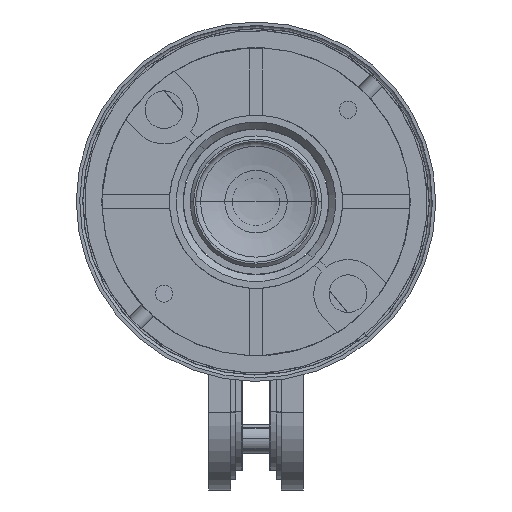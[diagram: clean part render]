
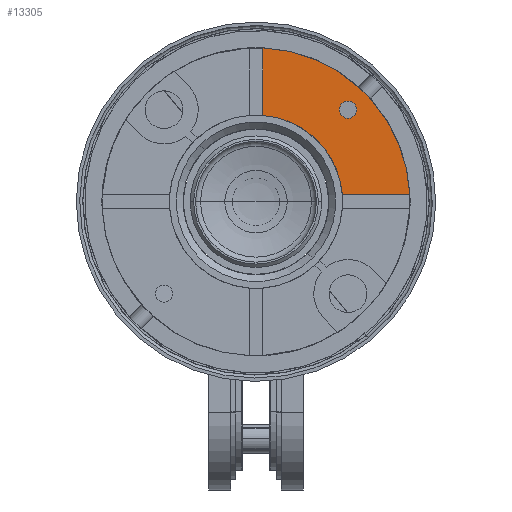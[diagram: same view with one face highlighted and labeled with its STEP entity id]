
A CAD part, front view. The second image highlights one B-rep face of the part: STEP entity #13305.
In plain terms, the highlighted planar face has unit normal (0, -1, 0).
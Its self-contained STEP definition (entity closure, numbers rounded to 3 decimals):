
#1035 = VERTEX_POINT ( 'NONE', #12581 ) ;
#1741 = LINE ( 'NONE', #5472, #13478 ) ;
#3355 = AXIS2_PLACEMENT_3D ( 'NONE', #21313, #21066, #4872 ) ;
#3422 = LINE ( 'NONE', #8543, #10812 ) ;
#3709 = DIRECTION ( 'NONE',  ( -0.707, 0., 0.707 ) ) ;
#4872 = DIRECTION ( 'NONE',  ( 0., 0., 1. ) ) ;
#4957 = ORIENTED_EDGE ( 'NONE', *, *, #9135, .F. ) ;
#5472 = CARTESIAN_POINT ( 'NONE',  ( 33.203, 4., -30.374 ) ) ;
#5601 = AXIS2_PLACEMENT_3D ( 'NONE', #8434, #10181, #14006 ) ;
#5692 = AXIS2_PLACEMENT_3D ( 'NONE', #10310, #8564, #16963 ) ;
#7829 = VERTEX_POINT ( 'NONE', #18196 ) ;
#8396 = CARTESIAN_POINT ( 'NONE',  ( 19.248, 4., -16.42 ) ) ;
#8434 = CARTESIAN_POINT ( 'NONE',  ( 0., 4., 0. ) ) ;
#8543 = CARTESIAN_POINT ( 'NONE',  ( 33.203, 4., 30.374 ) ) ;
#8564 = DIRECTION ( 'NONE',  ( 0., 1., 0. ) ) ;
#9135 = EDGE_CURVE ( 'NONE', #7829, #12859, #1741, .T. ) ;
#9593 = EDGE_CURVE ( 'NONE', #12615, #16536, #17985, .T. ) ;
#10181 = DIRECTION ( 'NONE',  ( 0., 1., 0. ) ) ;
#10310 = CARTESIAN_POINT ( 'NONE',  ( 38., 4., 0. ) ) ;
#10427 = CARTESIAN_POINT ( 'NONE',  ( 38., 4., 2.5 ) ) ;
#10458 = CIRCLE ( 'NONE', #17594, 2.5 ) ;
#10812 = VECTOR ( 'NONE', #15887, 1000. ) ;
#10983 = CARTESIAN_POINT ( 'NONE',  ( 0., 4., 0. ) ) ;
#11018 = ORIENTED_EDGE ( 'NONE', *, *, #15219, .F. ) ;
#11980 = PLANE ( 'NONE',  #3355 ) ;
#12261 = CIRCLE ( 'NONE', #5601, 45. ) ;
#12581 = CARTESIAN_POINT ( 'NONE',  ( 19.248, 4., 16.42 ) ) ;
#12615 = VERTEX_POINT ( 'NONE', #18152 ) ;
#12831 = ORIENTED_EDGE ( 'NONE', *, *, #21360, .F. ) ;
#12841 = ORIENTED_EDGE ( 'NONE', *, *, #20588, .T. ) ;
#12859 = VERTEX_POINT ( 'NONE', #8396 ) ;
#13305 = ADVANCED_FACE ( 'NONE', ( #21076, #19305 ), #11980, .F. ) ;
#13478 = VECTOR ( 'NONE', #3709, 1000. ) ;
#13978 = ORIENTED_EDGE ( 'NONE', *, *, #18833, .F. ) ;
#14006 = DIRECTION ( 'NONE',  ( 1., 0., 0. ) ) ;
#14019 = EDGE_LOOP ( 'NONE', ( #12841, #19143 ) ) ;
#14419 = CARTESIAN_POINT ( 'NONE',  ( 33.203, 4., 30.374 ) ) ;
#15219 = EDGE_CURVE ( 'NONE', #19601, #7829, #12261, .T. ) ;
#15369 = DIRECTION ( 'NONE',  ( 0., 1., 0. ) ) ;
#15887 = DIRECTION ( 'NONE',  ( 0.707, 0., 0.707 ) ) ;
#16063 = CIRCLE ( 'NONE', #16424, 25.3 ) ;
#16424 = AXIS2_PLACEMENT_3D ( 'NONE', #10983, #16460, #22065 ) ;
#16460 = DIRECTION ( 'NONE',  ( 0., -1., 0. ) ) ;
#16536 = VERTEX_POINT ( 'NONE', #10427 ) ;
#16963 = DIRECTION ( 'NONE',  ( 0., 0., 1. ) ) ;
#17594 = AXIS2_PLACEMENT_3D ( 'NONE', #18760, #15369, #18638 ) ;
#17985 = CIRCLE ( 'NONE', #5692, 2.5 ) ;
#18152 = CARTESIAN_POINT ( 'NONE',  ( 38., 4., -2.5 ) ) ;
#18196 = CARTESIAN_POINT ( 'NONE',  ( 33.203, 4., -30.374 ) ) ;
#18214 = EDGE_LOOP ( 'NONE', ( #4957, #11018, #12831, #13978 ) ) ;
#18638 = DIRECTION ( 'NONE',  ( 0., 0., 1. ) ) ;
#18760 = CARTESIAN_POINT ( 'NONE',  ( 38., 4., 0. ) ) ;
#18833 = EDGE_CURVE ( 'NONE', #12859, #1035, #16063, .T. ) ;
#19143 = ORIENTED_EDGE ( 'NONE', *, *, #9593, .T. ) ;
#19305 = FACE_OUTER_BOUND ( 'NONE', #18214, .T. ) ;
#19601 = VERTEX_POINT ( 'NONE', #14419 ) ;
#20588 = EDGE_CURVE ( 'NONE', #16536, #12615, #10458, .T. ) ;
#21066 = DIRECTION ( 'NONE',  ( 0., 1., 0. ) ) ;
#21076 = FACE_BOUND ( 'NONE', #14019, .T. ) ;
#21313 = CARTESIAN_POINT ( 'NONE',  ( 0., 4., 0. ) ) ;
#21360 = EDGE_CURVE ( 'NONE', #1035, #19601, #3422, .T. ) ;
#22065 = DIRECTION ( 'NONE',  ( 1., 0., 0. ) ) ;
